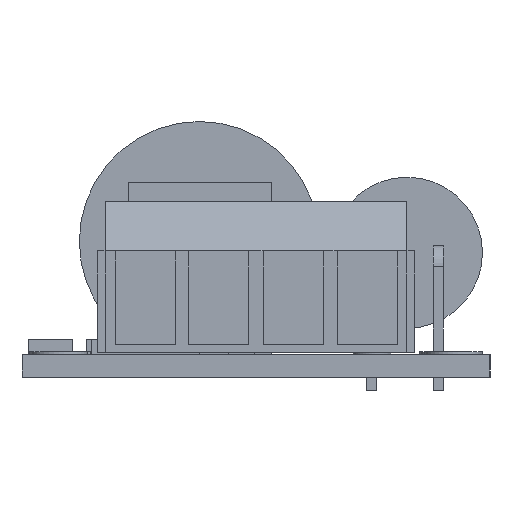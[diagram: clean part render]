
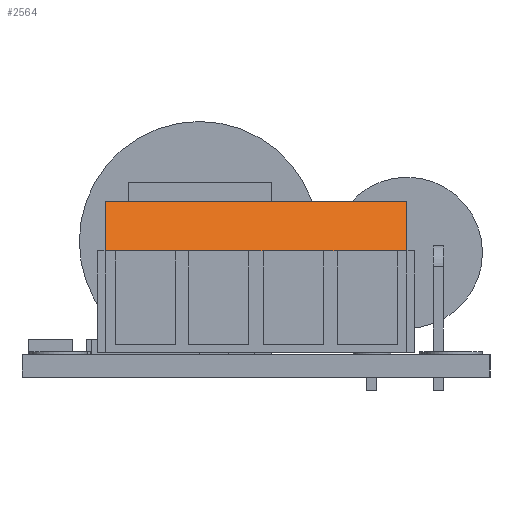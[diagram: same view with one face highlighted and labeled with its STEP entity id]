
A CAD part, left-side view. The second image highlights one B-rep face of the part: STEP entity #2564.
In plain terms, the highlighted planar face has unit normal (-0.909, 0, 0.418).
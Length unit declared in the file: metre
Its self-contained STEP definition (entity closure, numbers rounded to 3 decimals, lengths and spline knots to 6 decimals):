
#348=ORIENTED_EDGE('',*,*,#924,.T.);
#349=ORIENTED_EDGE('',*,*,#885,.T.);
#350=ORIENTED_EDGE('',*,*,#925,.T.);
#351=ORIENTED_EDGE('',*,*,#882,.T.);
#352=ORIENTED_EDGE('',*,*,#926,.T.);
#353=ORIENTED_EDGE('',*,*,#879,.T.);
#354=ORIENTED_EDGE('',*,*,#927,.T.);
#355=ORIENTED_EDGE('',*,*,#907,.T.);
#356=ORIENTED_EDGE('',*,*,#886,.F.);
#357=ORIENTED_EDGE('',*,*,#928,.F.);
#879=EDGE_CURVE('',#1198,#1199,#1442,.T.);
#882=EDGE_CURVE('',#1200,#1201,#1445,.T.);
#885=EDGE_CURVE('',#1202,#1203,#1448,.T.);
#886=EDGE_CURVE('',#1204,#1205,#1449,.T.);
#907=EDGE_CURVE('',#1216,#1205,#1470,.T.);
#924=EDGE_CURVE('',#1223,#1202,#1487,.T.);
#925=EDGE_CURVE('',#1203,#1200,#1488,.T.);
#926=EDGE_CURVE('',#1201,#1198,#1489,.T.);
#927=EDGE_CURVE('',#1199,#1216,#1490,.T.);
#928=EDGE_CURVE('',#1223,#1204,#1491,.T.);
#1198=VERTEX_POINT('',#3860);
#1199=VERTEX_POINT('',#3862);
#1200=VERTEX_POINT('',#3866);
#1201=VERTEX_POINT('',#3868);
#1202=VERTEX_POINT('',#3872);
#1203=VERTEX_POINT('',#3874);
#1204=VERTEX_POINT('',#3878);
#1205=VERTEX_POINT('',#3879);
#1216=VERTEX_POINT('',#3920);
#1223=VERTEX_POINT('',#3954);
#1442=LINE('',#3863,#1735);
#1445=LINE('',#3869,#1738);
#1448=LINE('',#3875,#1741);
#1449=LINE('',#3877,#1742);
#1470=LINE('',#3919,#1763);
#1487=LINE('',#3953,#1780);
#1488=LINE('',#3955,#1781);
#1489=LINE('',#3956,#1782);
#1490=LINE('',#3957,#1783);
#1491=LINE('',#3958,#1784);
#1735=VECTOR('',#3122,1.);
#1738=VECTOR('',#3127,1.);
#1741=VECTOR('',#3132,1.);
#1742=VECTOR('',#3135,1.);
#1763=VECTOR('',#3174,1.);
#1780=VECTOR('',#3211,1.);
#1781=VECTOR('',#3212,1.);
#1782=VECTOR('',#3213,1.);
#1783=VECTOR('',#3214,1.);
#1784=VECTOR('',#3215,1.);
#2023=EDGE_LOOP('',(#348,#349,#350,#351,#352,#353,#354,#355,#356,#357));
#2234=FACE_BOUND('',#2023,.T.);
#2426=PLANE('',#2823);
#2564=ADVANCED_FACE('',(#2234),#2426,.T.);
#2823=AXIS2_PLACEMENT_3D('',#3952,#3209,#3210);
#3122=DIRECTION('',(0.,-1.,0.));
#3127=DIRECTION('',(0.,-1.,0.));
#3132=DIRECTION('',(0.,-1.,0.));
#3135=DIRECTION('',(0.,-1.,0.));
#3174=DIRECTION('',(0.418,0.,0.909));
#3209=DIRECTION('',(-0.909,0.,0.418));
#3210=DIRECTION('',(0.418,0.,0.909));
#3211=DIRECTION('',(0.,-1.,0.));
#3212=DIRECTION('',(0.,-1.,0.));
#3213=DIRECTION('',(0.,-1.,0.));
#3214=DIRECTION('',(0.,-1.,0.));
#3215=DIRECTION('',(0.418,0.,0.909));
#3860=CARTESIAN_POINT('',(-0.012419,-0.005378,0.008366));
#3862=CARTESIAN_POINT('',(-0.012419,-0.009378,0.008366));
#3863=CARTESIAN_POINT('',(-0.012419,-0.005378,0.008366));
#3866=CARTESIAN_POINT('',(-0.012419,-0.000466,0.008366));
#3868=CARTESIAN_POINT('',(-0.012419,-0.004466,0.008366));
#3869=CARTESIAN_POINT('',(-0.012419,-0.000466,0.008366));
#3872=CARTESIAN_POINT('',(-0.012419,0.004493,0.008366));
#3874=CARTESIAN_POINT('',(-0.012419,0.000493,0.008366));
#3875=CARTESIAN_POINT('',(-0.012419,0.004493,0.008366));
#3877=CARTESIAN_POINT('',(-0.010911,0.01,0.011646));
#3878=CARTESIAN_POINT('',(-0.010911,0.01,0.011646));
#3879=CARTESIAN_POINT('',(-0.010911,-0.01,0.011646));
#3919=CARTESIAN_POINT('',(-0.012419,-0.01,0.008366));
#3920=CARTESIAN_POINT('',(-0.012419,-0.01,0.008366));
#3952=CARTESIAN_POINT('',(-0.012419,0.01,0.008366));
#3953=CARTESIAN_POINT('',(-0.012419,0.01,0.008366));
#3954=CARTESIAN_POINT('',(-0.012419,0.01,0.008366));
#3955=CARTESIAN_POINT('',(-0.012419,0.01,0.008366));
#3956=CARTESIAN_POINT('',(-0.012419,0.01,0.008366));
#3957=CARTESIAN_POINT('',(-0.012419,0.01,0.008366));
#3958=CARTESIAN_POINT('',(-0.012419,0.01,0.008366));
